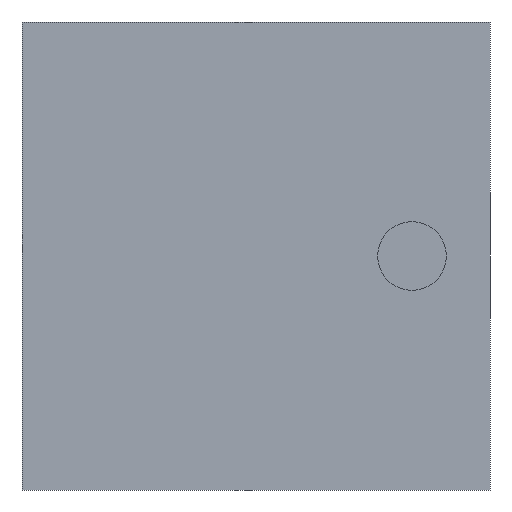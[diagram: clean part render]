
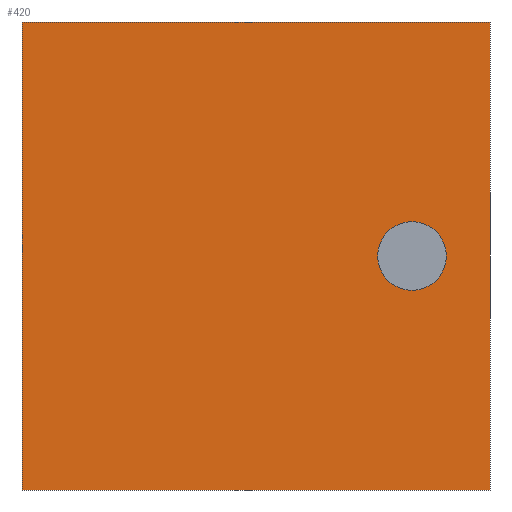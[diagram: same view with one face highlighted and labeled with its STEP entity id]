
A CAD part, left-side view. The second image highlights one B-rep face of the part: STEP entity #420.
In plain terms, the highlighted planar face has unit normal (-1, 0, 0).
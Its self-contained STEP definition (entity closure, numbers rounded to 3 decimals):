
#24=FACE_BOUND('',#84,.T.);
#30=CIRCLE('',#439,1.1);
#54=FACE_OUTER_BOUND('',#83,.T.);
#83=EDGE_LOOP('',(#355,#356,#357,#358));
#84=EDGE_LOOP('',(#359));
#128=LINE('',#668,#174);
#129=LINE('',#671,#175);
#130=LINE('',#673,#176);
#131=LINE('',#674,#177);
#174=VECTOR('',#552,10.);
#175=VECTOR('',#555,10.);
#176=VECTOR('',#556,10.);
#177=VECTOR('',#557,10.);
#196=VERTEX_POINT('',#613);
#211=VERTEX_POINT('',#661);
#214=VERTEX_POINT('',#666);
#215=VERTEX_POINT('',#670);
#216=VERTEX_POINT('',#672);
#238=EDGE_CURVE('',#196,#196,#30,.T.);
#264=EDGE_CURVE('',#211,#214,#128,.T.);
#265=EDGE_CURVE('',#215,#211,#129,.T.);
#266=EDGE_CURVE('',#216,#214,#130,.T.);
#267=EDGE_CURVE('',#215,#216,#131,.T.);
#355=ORIENTED_EDGE('',*,*,#265,.T.);
#356=ORIENTED_EDGE('',*,*,#264,.T.);
#357=ORIENTED_EDGE('',*,*,#266,.F.);
#358=ORIENTED_EDGE('',*,*,#267,.F.);
#359=ORIENTED_EDGE('',*,*,#238,.T.);
#396=PLANE('',#454);
#420=ADVANCED_FACE('',(#54,#24),#396,.T.);
#439=AXIS2_PLACEMENT_3D('',#614,#501,#502);
#454=AXIS2_PLACEMENT_3D('',#669,#553,#554);
#501=DIRECTION('center_axis',(1.,0.,0.));
#502=DIRECTION('ref_axis',(0.,1.,0.));
#552=DIRECTION('',(0.,0.,1.));
#553=DIRECTION('center_axis',(-1.,0.,0.));
#554=DIRECTION('ref_axis',(0.,-1.,0.));
#555=DIRECTION('',(0.,-1.,0.));
#556=DIRECTION('',(0.,-1.,0.));
#557=DIRECTION('',(0.,0.,1.));
#613=CARTESIAN_POINT('',(-7.5,-6.1,7.5));
#614=CARTESIAN_POINT('Origin',(-7.5,-5.,7.5));
#661=CARTESIAN_POINT('',(-7.5,-7.5,0.));
#666=CARTESIAN_POINT('',(-7.5,-7.5,15.));
#668=CARTESIAN_POINT('',(-7.5,-7.5,0.));
#669=CARTESIAN_POINT('Origin',(-7.5,7.5,0.));
#670=CARTESIAN_POINT('',(-7.5,7.5,0.));
#671=CARTESIAN_POINT('',(-7.5,7.5,0.));
#672=CARTESIAN_POINT('',(-7.5,7.5,15.));
#673=CARTESIAN_POINT('',(-7.5,7.5,15.));
#674=CARTESIAN_POINT('',(-7.5,7.5,0.));
